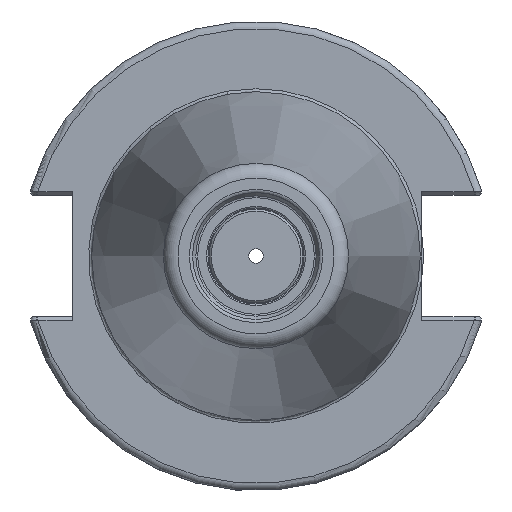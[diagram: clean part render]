
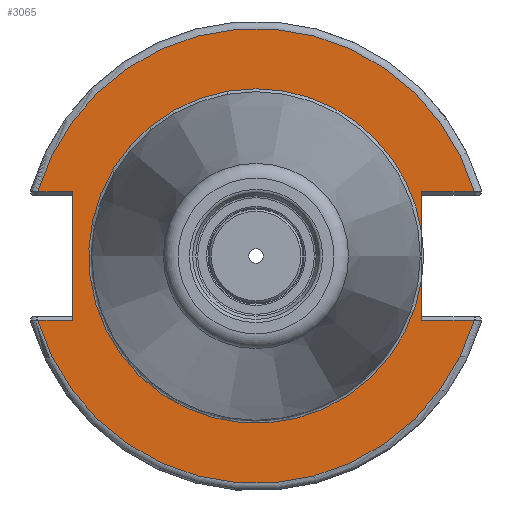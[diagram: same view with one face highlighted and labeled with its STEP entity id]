
A CAD part, left-side view. The second image highlights one B-rep face of the part: STEP entity #3065.
In plain terms, the highlighted planar face has unit normal (-1, 0, 0).
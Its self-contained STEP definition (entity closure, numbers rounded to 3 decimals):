
#245=PLANE('',#3319);
#327=FACE_OUTER_BOUND('',#509,.T.);
#509=EDGE_LOOP('',(#2204,#2205,#2206,#2207,#2208,#2209,#2210,#2211,#2212,
#2213,#2214));
#695=LINE('',#4702,#863);
#702=LINE('',#4824,#870);
#703=LINE('',#4828,#871);
#704=LINE('',#4830,#872);
#705=LINE('',#4832,#873);
#706=LINE('',#4836,#874);
#707=LINE('',#4838,#875);
#863=VECTOR('',#3803,10.);
#870=VECTOR('',#3814,10.);
#871=VECTOR('',#3817,10.);
#872=VECTOR('',#3818,10.);
#873=VECTOR('',#3819,10.);
#874=VECTOR('',#3822,10.);
#875=VECTOR('',#3823,10.);
#1071=CIRCLE('',#3320,30.775);
#1072=CIRCLE('',#3321,30.775);
#1073=CIRCLE('',#3322,22.625);
#1074=CIRCLE('',#3323,22.625);
#1299=VERTEX_POINT('',#4699);
#1300=VERTEX_POINT('',#4701);
#1308=VERTEX_POINT('',#4823);
#1309=VERTEX_POINT('',#4825);
#1310=VERTEX_POINT('',#4827);
#1311=VERTEX_POINT('',#4829);
#1312=VERTEX_POINT('',#4831);
#1313=VERTEX_POINT('',#4833);
#1314=VERTEX_POINT('',#4835);
#1315=VERTEX_POINT('',#4837);
#1316=VERTEX_POINT('',#4839);
#1644=EDGE_CURVE('',#1299,#1300,#695,.T.);
#1656=EDGE_CURVE('',#1308,#1300,#702,.T.);
#1657=EDGE_CURVE('',#1309,#1299,#1071,.T.);
#1658=EDGE_CURVE('',#1310,#1309,#703,.T.);
#1659=EDGE_CURVE('',#1310,#1311,#704,.T.);
#1660=EDGE_CURVE('',#1312,#1311,#705,.T.);
#1661=EDGE_CURVE('',#1313,#1312,#1072,.T.);
#1662=EDGE_CURVE('',#1314,#1313,#706,.T.);
#1663=EDGE_CURVE('',#1314,#1315,#707,.T.);
#1664=EDGE_CURVE('',#1315,#1316,#1073,.T.);
#1665=EDGE_CURVE('',#1316,#1308,#1074,.T.);
#2204=ORIENTED_EDGE('',*,*,#1656,.T.);
#2205=ORIENTED_EDGE('',*,*,#1644,.F.);
#2206=ORIENTED_EDGE('',*,*,#1657,.F.);
#2207=ORIENTED_EDGE('',*,*,#1658,.F.);
#2208=ORIENTED_EDGE('',*,*,#1659,.T.);
#2209=ORIENTED_EDGE('',*,*,#1660,.F.);
#2210=ORIENTED_EDGE('',*,*,#1661,.F.);
#2211=ORIENTED_EDGE('',*,*,#1662,.F.);
#2212=ORIENTED_EDGE('',*,*,#1663,.T.);
#2213=ORIENTED_EDGE('',*,*,#1664,.T.);
#2214=ORIENTED_EDGE('',*,*,#1665,.T.);
#3065=ADVANCED_FACE('',(#327),#245,.T.);
#3319=AXIS2_PLACEMENT_3D('',#4822,#3812,#3813);
#3320=AXIS2_PLACEMENT_3D('',#4826,#3815,#3816);
#3321=AXIS2_PLACEMENT_3D('',#4834,#3820,#3821);
#3322=AXIS2_PLACEMENT_3D('',#4840,#3824,#3825);
#3323=AXIS2_PLACEMENT_3D('',#4841,#3826,#3827);
#3803=DIRECTION('',(0.,1.,0.));
#3812=DIRECTION('center_axis',(-1.,0.,0.));
#3813=DIRECTION('ref_axis',(0.,0.,1.));
#3814=DIRECTION('',(0.,0.,1.));
#3815=DIRECTION('center_axis',(1.,0.,0.));
#3816=DIRECTION('ref_axis',(0.,0.,-1.));
#3817=DIRECTION('',(0.,1.,0.));
#3818=DIRECTION('',(0.,0.,-1.));
#3819=DIRECTION('',(0.,-1.,0.));
#3820=DIRECTION('center_axis',(1.,0.,0.));
#3821=DIRECTION('ref_axis',(0.,0.,-1.));
#3822=DIRECTION('',(0.,-1.,0.));
#3823=DIRECTION('',(0.,0.,1.));
#3824=DIRECTION('center_axis',(1.,0.,0.));
#3825=DIRECTION('ref_axis',(0.,0.,-1.));
#3826=DIRECTION('center_axis',(1.,0.,0.));
#3827=DIRECTION('ref_axis',(0.,0.,-1.));
#4699=CARTESIAN_POINT('',(1.,-29.523,8.69));
#4701=CARTESIAN_POINT('',(1.,-22.41,8.69));
#4702=CARTESIAN_POINT('',(1.,4.182,8.69));
#4822=CARTESIAN_POINT('Origin',(1.,30.775,0.));
#4823=CARTESIAN_POINT('',(1.,-22.41,3.112));
#4824=CARTESIAN_POINT('',(1.,-22.41,-4.095));
#4825=CARTESIAN_POINT('',(1.,29.523,8.69));
#4826=CARTESIAN_POINT('Origin',(1.,0.,0.));
#4827=CARTESIAN_POINT('',(1.,24.8,8.69));
#4828=CARTESIAN_POINT('',(1.,38.399,8.69));
#4829=CARTESIAN_POINT('',(1.,24.8,-8.69));
#4830=CARTESIAN_POINT('',(1.,24.8,4.095));
#4831=CARTESIAN_POINT('',(1.,29.523,-8.69));
#4832=CARTESIAN_POINT('',(1.,27.788,-8.69));
#4833=CARTESIAN_POINT('',(1.,-29.523,-8.69));
#4834=CARTESIAN_POINT('Origin',(1.,0.,0.));
#4835=CARTESIAN_POINT('',(1.,-22.41,-8.69));
#4836=CARTESIAN_POINT('',(1.,-6.591,-8.69));
#4837=CARTESIAN_POINT('',(1.,-22.41,-3.112));
#4838=CARTESIAN_POINT('',(1.,-22.41,-4.095));
#4839=CARTESIAN_POINT('',(1.,0.,22.625));
#4840=CARTESIAN_POINT('Origin',(1.,0.,0.));
#4841=CARTESIAN_POINT('Origin',(1.,0.,0.));
